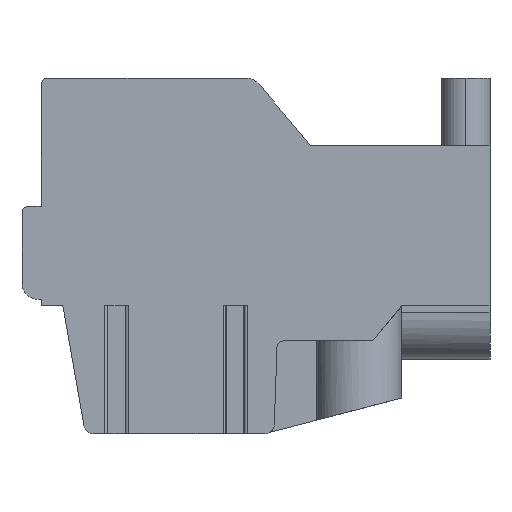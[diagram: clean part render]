
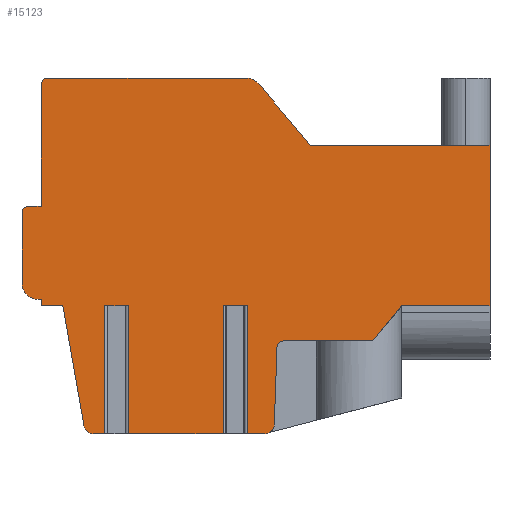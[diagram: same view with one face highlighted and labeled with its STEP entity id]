
A CAD part, front view. The second image highlights one B-rep face of the part: STEP entity #15123.
In plain terms, the highlighted planar face has unit normal (0, -1, 0).
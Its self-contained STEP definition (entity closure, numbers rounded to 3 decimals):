
#1=DIRECTION('',(1.,0.,0.));
#2=VECTOR('',#1,0.746);
#3=CARTESIAN_POINT('',(-12.023,0.,-7.186));
#4=LINE('',#3,#2);
#5=DIRECTION('',(0.,0.,-1.));
#6=VECTOR('',#5,4.);
#7=CARTESIAN_POINT('',(-12.023,0.,-7.186));
#8=LINE('',#7,#6);
#9=DIRECTION('',(-1.,0.,0.));
#10=VECTOR('',#9,0.348);
#11=CARTESIAN_POINT('',(-12.023,0.,-11.186));
#12=LINE('',#11,#10);
#13=CARTESIAN_POINT('',(-12.371,0.,-10.886));
#14=DIRECTION('',(0.,1.,0.));
#15=DIRECTION('',(0.,0.,-1.));
#16=AXIS2_PLACEMENT_3D('',#13,#14,#15);
#18=DIRECTION('',(-0.174,0.,0.985));
#19=VECTOR('',#18,3.81);
#20=CARTESIAN_POINT('',(-12.667,0.,-10.938));
#21=LINE('',#20,#19);
#22=DIRECTION('',(-1.,0.,0.));
#23=VECTOR('',#22,0.672);
#24=CARTESIAN_POINT('',(-13.328,0.,-7.186));
#25=LINE('',#24,#23);
#26=DIRECTION('',(0.,0.,1.));
#27=VECTOR('',#26,0.2);
#28=CARTESIAN_POINT('',(-14.,0.,-7.186));
#29=LINE('',#28,#27);
#30=DIRECTION('',(-1.,0.,0.));
#31=VECTOR('',#30,0.1);
#32=CARTESIAN_POINT('',(-14.,0.,-6.986));
#33=LINE('',#32,#31);
#34=CARTESIAN_POINT('',(-14.1,0.,-6.486));
#35=DIRECTION('',(0.,1.,0.));
#36=DIRECTION('',(0.,0.,-1.));
#37=AXIS2_PLACEMENT_3D('',#34,#35,#36);
#39=DIRECTION('',(0.,0.,1.));
#40=VECTOR('',#39,2.2);
#41=CARTESIAN_POINT('',(-14.6,0.,-6.486));
#42=LINE('',#41,#40);
#43=CARTESIAN_POINT('',(-14.4,0.,-4.286));
#44=DIRECTION('',(0.,1.,0.));
#45=DIRECTION('',(-1.,0.,0.));
#46=AXIS2_PLACEMENT_3D('',#43,#44,#45);
#48=DIRECTION('',(1.,0.,0.));
#49=VECTOR('',#48,0.4);
#50=CARTESIAN_POINT('',(-14.4,0.,-4.086));
#51=LINE('',#50,#49);
#52=DIRECTION('',(0.,0.,1.));
#53=VECTOR('',#52,3.8);
#54=CARTESIAN_POINT('',(-14.,0.,-4.086));
#55=LINE('',#54,#53);
#56=CARTESIAN_POINT('',(-13.8,0.,-0.286));
#57=DIRECTION('',(0.,1.,0.));
#58=DIRECTION('',(-1.,0.,0.));
#59=AXIS2_PLACEMENT_3D('',#56,#57,#58);
#61=DIRECTION('',(1.,0.,0.));
#62=VECTOR('',#61,6.205);
#63=CARTESIAN_POINT('',(-13.8,0.,-0.086));
#64=LINE('',#63,#62);
#65=CARTESIAN_POINT('',(-7.595,0.,-0.586));
#66=DIRECTION('',(0.,1.,0.));
#67=DIRECTION('',(0.,0.,1.));
#68=AXIS2_PLACEMENT_3D('',#65,#66,#67);
#70=DIRECTION('',(0.643,0.,-0.766));
#71=VECTOR('',#70,2.508);
#72=CARTESIAN_POINT('',(-7.212,0.,-0.264));
#73=LINE('',#72,#71);
#74=DIRECTION('',(1.,0.,0.));
#75=VECTOR('',#74,5.6);
#76=CARTESIAN_POINT('',(-5.6,0.,-2.186));
#77=LINE('',#76,#75);
#78=DIRECTION('',(0.,0.,-1.));
#79=VECTOR('',#78,5.);
#80=CARTESIAN_POINT('',(0.,0.,-2.186));
#81=LINE('',#80,#79);
#82=DIRECTION('',(-1.,0.,0.));
#83=VECTOR('',#82,2.75);
#84=CARTESIAN_POINT('',(0.,0.,-7.186));
#85=LINE('',#84,#83);
#86=DIRECTION('',(-0.635,0.,-0.773));
#87=VECTOR('',#86,1.423);
#88=CARTESIAN_POINT('',(-2.75,0.,-7.186));
#89=LINE('',#88,#87);
#90=DIRECTION('',(-1.,0.,0.));
#91=VECTOR('',#90,2.792);
#92=CARTESIAN_POINT('',(-3.653,0.,-8.286));
#93=LINE('',#92,#91);
#94=CARTESIAN_POINT('',(-6.445,0.,-8.486));
#95=DIRECTION('',(0.,-1.,0.));
#96=DIRECTION('',(0.,0.,1.));
#97=AXIS2_PLACEMENT_3D('',#94,#95,#96);
#99=DIRECTION('',(-0.035,0.,-0.999));
#100=VECTOR('',#99,2.419);
#101=CARTESIAN_POINT('',(-6.645,0.,-8.479));
#102=LINE('',#101,#100);
#103=CARTESIAN_POINT('',(-7.029,0.,-10.886));
#104=DIRECTION('',(0.,1.,0.));
#105=DIRECTION('',(0.999,0.,-0.035));
#106=AXIS2_PLACEMENT_3D('',#103,#104,#105);
#108=DIRECTION('',(-1.,0.,0.));
#109=VECTOR('',#108,0.547);
#110=CARTESIAN_POINT('',(-7.029,0.,-11.186));
#111=LINE('',#110,#109);
#112=DIRECTION('',(0.,0.,-1.));
#113=VECTOR('',#112,4.);
#114=CARTESIAN_POINT('',(-7.577,0.,-7.186));
#115=LINE('',#114,#113);
#116=DIRECTION('',(1.,0.,0.));
#117=VECTOR('',#116,0.746);
#118=CARTESIAN_POINT('',(-8.323,0.,-7.186));
#119=LINE('',#118,#117);
#120=DIRECTION('',(0.,0.,-1.));
#121=VECTOR('',#120,4.);
#122=CARTESIAN_POINT('',(-8.323,0.,-7.186));
#123=LINE('',#122,#121);
#124=DIRECTION('',(-1.,0.,0.));
#125=VECTOR('',#124,2.954);
#126=CARTESIAN_POINT('',(-8.323,0.,-11.186));
#127=LINE('',#126,#125);
#128=DIRECTION('',(0.,0.,-1.));
#129=VECTOR('',#128,4.);
#130=CARTESIAN_POINT('',(-11.277,0.,-7.186));
#131=LINE('',#130,#129);
#11832=CARTESIAN_POINT('',(-14.6,0.,-6.486));
#11833=CARTESIAN_POINT('',(-14.6,0.,-4.286));
#11834=VERTEX_POINT('',#11832);
#11835=VERTEX_POINT('',#11833);
#11836=CARTESIAN_POINT('',(-14.4,0.,-4.086));
#11837=VERTEX_POINT('',#11836);
#11838=CARTESIAN_POINT('',(-14.,0.,-4.086));
#11839=VERTEX_POINT('',#11838);
#11840=CARTESIAN_POINT('',(-14.,0.,-0.286));
#11841=VERTEX_POINT('',#11840);
#11842=CARTESIAN_POINT('',(-13.8,0.,-0.086));
#11843=VERTEX_POINT('',#11842);
#11844=CARTESIAN_POINT('',(-7.595,0.,-0.086));
#11845=VERTEX_POINT('',#11844);
#11846=CARTESIAN_POINT('',(-7.212,0.,-0.264));
#11847=VERTEX_POINT('',#11846);
#11848=CARTESIAN_POINT('',(-5.6,0.,-2.186));
#11849=VERTEX_POINT('',#11848);
#11850=CARTESIAN_POINT('',(0.,0.,-2.186));
#11851=VERTEX_POINT('',#11850);
#11852=CARTESIAN_POINT('',(0.,0.,-7.186));
#11853=VERTEX_POINT('',#11852);
#11854=CARTESIAN_POINT('',(-2.75,0.,-7.186));
#11855=VERTEX_POINT('',#11854);
#11856=CARTESIAN_POINT('',(-3.653,0.,-8.286));
#11857=VERTEX_POINT('',#11856);
#11858=CARTESIAN_POINT('',(-6.445,0.,-8.286));
#11859=VERTEX_POINT('',#11858);
#11860=CARTESIAN_POINT('',(-6.645,0.,-8.479));
#11861=VERTEX_POINT('',#11860);
#11862=CARTESIAN_POINT('',(-6.73,0.,-10.896));
#11863=VERTEX_POINT('',#11862);
#11864=CARTESIAN_POINT('',(-7.029,0.,-11.186));
#11865=VERTEX_POINT('',#11864);
#11866=CARTESIAN_POINT('',(-12.371,0.,-11.186));
#11867=CARTESIAN_POINT('',(-12.667,0.,-10.938));
#11868=VERTEX_POINT('',#11866);
#11869=VERTEX_POINT('',#11867);
#11870=CARTESIAN_POINT('',(-13.328,0.,-7.186));
#11871=VERTEX_POINT('',#11870);
#11872=CARTESIAN_POINT('',(-14.,0.,-7.186));
#11873=VERTEX_POINT('',#11872);
#11874=CARTESIAN_POINT('',(-14.,0.,-6.986));
#11875=VERTEX_POINT('',#11874);
#11876=CARTESIAN_POINT('',(-14.1,0.,-6.986));
#11877=VERTEX_POINT('',#11876);
#12323=CARTESIAN_POINT('',(-12.023,0.,-7.186));
#12324=CARTESIAN_POINT('',(-11.277,0.,-7.186));
#12325=VERTEX_POINT('',#12323);
#12326=VERTEX_POINT('',#12324);
#12327=CARTESIAN_POINT('',(-8.323,0.,-7.186));
#12328=CARTESIAN_POINT('',(-7.577,0.,-7.186));
#12329=VERTEX_POINT('',#12327);
#12330=VERTEX_POINT('',#12328);
#12331=CARTESIAN_POINT('',(-11.277,0.,-11.186));
#12332=VERTEX_POINT('',#12331);
#12333=CARTESIAN_POINT('',(-12.023,0.,-11.186));
#12334=VERTEX_POINT('',#12333);
#12335=CARTESIAN_POINT('',(-8.323,0.,-11.186));
#12336=VERTEX_POINT('',#12335);
#12337=CARTESIAN_POINT('',(-7.577,0.,-11.186));
#12338=VERTEX_POINT('',#12337);
#15054=CARTESIAN_POINT('',(0.,0.,0.));
#15055=DIRECTION('',(0.,1.,0.));
#15056=DIRECTION('',(1.,0.,0.));
#15057=AXIS2_PLACEMENT_3D('',#15054,#15055,#15056);
#15058=PLANE('',#15057);
#15060=ORIENTED_EDGE('',*,*,#15059,.F.);
#15062=ORIENTED_EDGE('',*,*,#15061,.T.);
#15064=ORIENTED_EDGE('',*,*,#15063,.T.);
#15066=ORIENTED_EDGE('',*,*,#15065,.T.);
#15068=ORIENTED_EDGE('',*,*,#15067,.T.);
#15070=ORIENTED_EDGE('',*,*,#15069,.T.);
#15072=ORIENTED_EDGE('',*,*,#15071,.T.);
#15074=ORIENTED_EDGE('',*,*,#15073,.T.);
#15076=ORIENTED_EDGE('',*,*,#15075,.T.);
#15078=ORIENTED_EDGE('',*,*,#15077,.T.);
#15080=ORIENTED_EDGE('',*,*,#15079,.T.);
#15082=ORIENTED_EDGE('',*,*,#15081,.T.);
#15084=ORIENTED_EDGE('',*,*,#15083,.T.);
#15086=ORIENTED_EDGE('',*,*,#15085,.T.);
#15088=ORIENTED_EDGE('',*,*,#15087,.T.);
#15090=ORIENTED_EDGE('',*,*,#15089,.T.);
#15092=ORIENTED_EDGE('',*,*,#15091,.T.);
#15094=ORIENTED_EDGE('',*,*,#15093,.T.);
#15096=ORIENTED_EDGE('',*,*,#15095,.T.);
#15098=ORIENTED_EDGE('',*,*,#15097,.T.);
#15100=ORIENTED_EDGE('',*,*,#15099,.T.);
#15102=ORIENTED_EDGE('',*,*,#15101,.T.);
#15104=ORIENTED_EDGE('',*,*,#15103,.T.);
#15106=ORIENTED_EDGE('',*,*,#15105,.T.);
#15108=ORIENTED_EDGE('',*,*,#15107,.T.);
#15110=ORIENTED_EDGE('',*,*,#15109,.T.);
#15112=ORIENTED_EDGE('',*,*,#15111,.F.);
#15114=ORIENTED_EDGE('',*,*,#15113,.F.);
#15116=ORIENTED_EDGE('',*,*,#15115,.T.);
#15118=ORIENTED_EDGE('',*,*,#15117,.T.);
#15120=ORIENTED_EDGE('',*,*,#15119,.F.);
#15121=EDGE_LOOP('',(#15060,#15062,#15064,#15066,#15068,#15070,#15072,#15074,
#15076,#15078,#15080,#15082,#15084,#15086,#15088,#15090,#15092,#15094,#15096,
#15098,#15100,#15102,#15104,#15106,#15108,#15110,#15112,#15114,#15116,#15118,
#15120));
#15122=FACE_OUTER_BOUND('',#15121,.F.);
#15123=ADVANCED_FACE('',(#15122),#15058,.F.);
#17=CIRCLE('',#16,0.3);
#38=CIRCLE('',#37,0.5);
#47=CIRCLE('',#46,0.2);
#60=CIRCLE('',#59,0.2);
#69=CIRCLE('',#68,0.5);
#98=CIRCLE('',#97,0.2);
#107=CIRCLE('',#106,0.3);
#15059=EDGE_CURVE('',#12325,#12326,#4,.T.);
#15061=EDGE_CURVE('',#12325,#12334,#8,.T.);
#15063=EDGE_CURVE('',#12334,#11868,#12,.T.);
#15065=EDGE_CURVE('',#11868,#11869,#17,.T.);
#15067=EDGE_CURVE('',#11869,#11871,#21,.T.);
#15069=EDGE_CURVE('',#11871,#11873,#25,.T.);
#15071=EDGE_CURVE('',#11873,#11875,#29,.T.);
#15073=EDGE_CURVE('',#11875,#11877,#33,.T.);
#15075=EDGE_CURVE('',#11877,#11834,#38,.T.);
#15077=EDGE_CURVE('',#11834,#11835,#42,.T.);
#15079=EDGE_CURVE('',#11835,#11837,#47,.T.);
#15081=EDGE_CURVE('',#11837,#11839,#51,.T.);
#15083=EDGE_CURVE('',#11839,#11841,#55,.T.);
#15085=EDGE_CURVE('',#11841,#11843,#60,.T.);
#15087=EDGE_CURVE('',#11843,#11845,#64,.T.);
#15089=EDGE_CURVE('',#11845,#11847,#69,.T.);
#15091=EDGE_CURVE('',#11847,#11849,#73,.T.);
#15093=EDGE_CURVE('',#11849,#11851,#77,.T.);
#15095=EDGE_CURVE('',#11851,#11853,#81,.T.);
#15097=EDGE_CURVE('',#11853,#11855,#85,.T.);
#15099=EDGE_CURVE('',#11855,#11857,#89,.T.);
#15101=EDGE_CURVE('',#11857,#11859,#93,.T.);
#15103=EDGE_CURVE('',#11859,#11861,#98,.T.);
#15105=EDGE_CURVE('',#11861,#11863,#102,.T.);
#15107=EDGE_CURVE('',#11863,#11865,#107,.T.);
#15109=EDGE_CURVE('',#11865,#12338,#111,.T.);
#15111=EDGE_CURVE('',#12330,#12338,#115,.T.);
#15113=EDGE_CURVE('',#12329,#12330,#119,.T.);
#15115=EDGE_CURVE('',#12329,#12336,#123,.T.);
#15117=EDGE_CURVE('',#12336,#12332,#127,.T.);
#15119=EDGE_CURVE('',#12326,#12332,#131,.T.);
